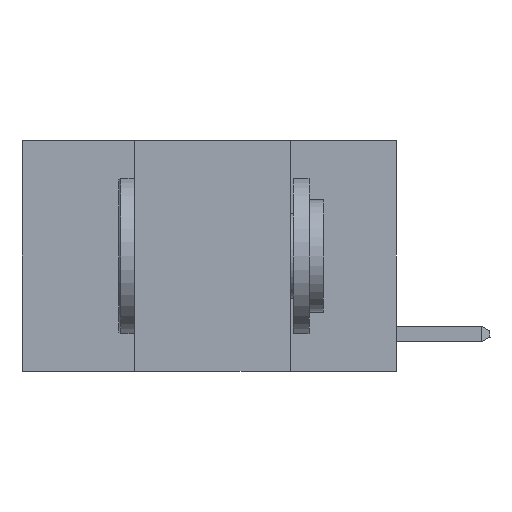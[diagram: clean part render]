
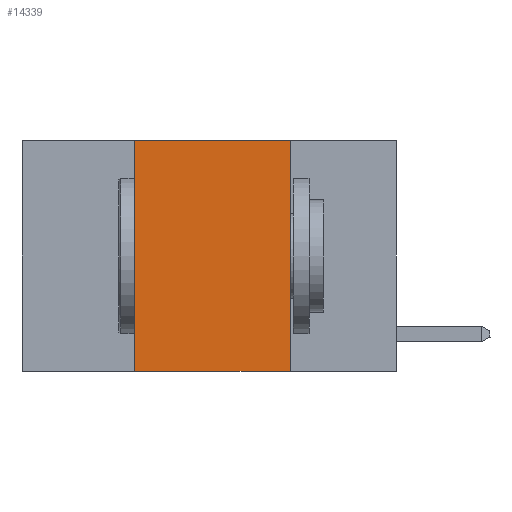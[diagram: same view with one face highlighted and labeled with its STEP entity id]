
A CAD part, left-side view. The second image highlights one B-rep face of the part: STEP entity #14339.
In plain terms, the highlighted planar face has unit normal (-1, 0, 0).
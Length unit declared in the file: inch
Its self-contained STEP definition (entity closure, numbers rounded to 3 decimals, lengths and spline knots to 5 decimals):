
#755 = CARTESIAN_POINT ( 'NONE',  ( 0., 0.17, -0.37 ) ) ;
#943 = VERTEX_POINT ( 'NONE', #755 ) ;
#2563 = EDGE_LOOP ( 'NONE', ( #16333, #12338, #23306, #14202 ) ) ;
#2724 = VERTEX_POINT ( 'NONE', #19114 ) ;
#2926 = VECTOR ( 'NONE', #24961, 39.37008 ) ;
#3797 = FACE_OUTER_BOUND ( 'NONE', #2563, .T. ) ;
#5266 = VECTOR ( 'NONE', #14905, 39.37008 ) ;
#7017 = DIRECTION ( 'NONE',  ( 0., 0., -1. ) ) ;
#8788 = CARTESIAN_POINT ( 'NONE',  ( 0., 0.42, 0. ) ) ;
#10479 = AXIS2_PLACEMENT_3D ( 'NONE', #21955, #20116, #13990 ) ;
#10815 = EDGE_CURVE ( 'NONE', #24845, #24499, #17199, .T. ) ;
#11055 = DIRECTION ( 'NONE',  ( 0., -1., 0. ) ) ;
#11895 = EDGE_CURVE ( 'NONE', #24499, #943, #15098, .T. ) ;
#11962 = CARTESIAN_POINT ( 'NONE',  ( 0., 0.42, 0. ) ) ;
#12165 = PLANE ( 'NONE',  #10479 ) ;
#12338 = ORIENTED_EDGE ( 'NONE', *, *, #10815, .F. ) ;
#12954 = CARTESIAN_POINT ( 'NONE',  ( 0., 0.6, -0.37 ) ) ;
#13405 = CARTESIAN_POINT ( 'NONE',  ( 0., 0.17, 0. ) ) ;
#13990 = DIRECTION ( 'NONE',  ( 0., 0., -1. ) ) ;
#14103 = CARTESIAN_POINT ( 'NONE',  ( 0., 0.17, 0. ) ) ;
#14202 = ORIENTED_EDGE ( 'NONE', *, *, #19423, .T. ) ;
#14339 = ADVANCED_FACE ( 'NONE', ( #3797 ), #12165, .F. ) ;
#14905 = DIRECTION ( 'NONE',  ( 0., -1., 0. ) ) ;
#15098 = LINE ( 'NONE', #13405, #21926 ) ;
#16333 = ORIENTED_EDGE ( 'NONE', *, *, #11895, .F. ) ;
#16992 = LINE ( 'NONE', #8788, #2926 ) ;
#17199 = LINE ( 'NONE', #20973, #18958 ) ;
#18958 = VECTOR ( 'NONE', #11055, 39.37008 ) ;
#19114 = CARTESIAN_POINT ( 'NONE',  ( 0., 0.42, -0.37 ) ) ;
#19423 = EDGE_CURVE ( 'NONE', #2724, #943, #21305, .T. ) ;
#20116 = DIRECTION ( 'NONE',  ( 1., 0., 0. ) ) ;
#20973 = CARTESIAN_POINT ( 'NONE',  ( 0., 0.6, 0. ) ) ;
#21305 = LINE ( 'NONE', #12954, #5266 ) ;
#21926 = VECTOR ( 'NONE', #7017, 39.37008 ) ;
#21955 = CARTESIAN_POINT ( 'NONE',  ( 0., 0.6, 0. ) ) ;
#23306 = ORIENTED_EDGE ( 'NONE', *, *, #25589, .F. ) ;
#24499 = VERTEX_POINT ( 'NONE', #14103 ) ;
#24845 = VERTEX_POINT ( 'NONE', #11962 ) ;
#24961 = DIRECTION ( 'NONE',  ( 0., 0., 1. ) ) ;
#25589 = EDGE_CURVE ( 'NONE', #2724, #24845, #16992, .T. ) ;
